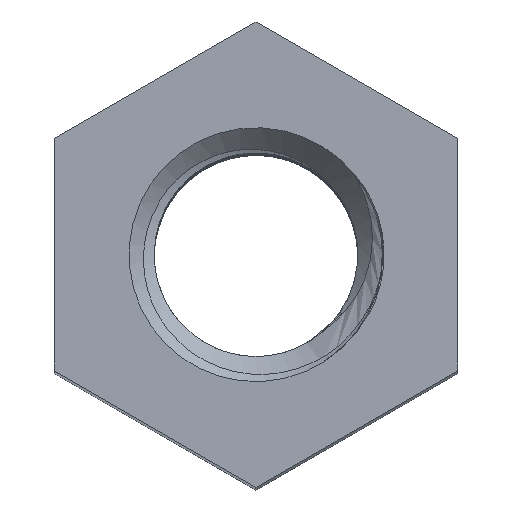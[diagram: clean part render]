
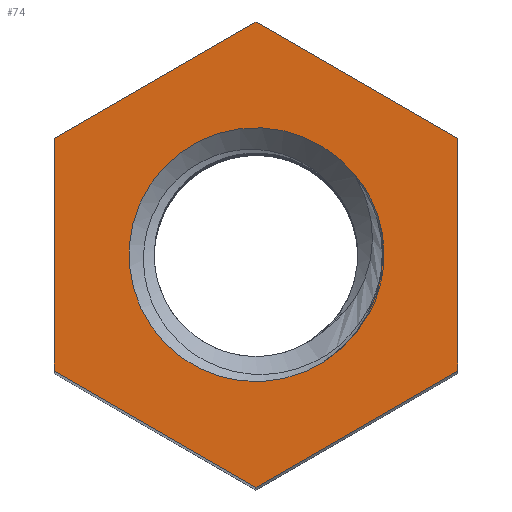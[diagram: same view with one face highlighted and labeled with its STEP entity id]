
A CAD part, top view. The second image highlights one B-rep face of the part: STEP entity #74.
In plain terms, the highlighted planar face has unit normal (0, 0, 1).
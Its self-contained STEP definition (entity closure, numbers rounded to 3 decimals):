
#74=ADVANCED_FACE('',(#482,#484),#486,.T.);
#482=FACE_BOUND('',#483,.T.);
#483=EDGE_LOOP('',(#19323,#19324,#19325,#19326,#19327,#19328));
#484=FACE_BOUND('',#485,.T.);
#485=EDGE_LOOP('',(#19329,#19330));
#486=PLANE('',#487);
#487=AXIS2_PLACEMENT_3D('',#488,#489,#490);
#488=CARTESIAN_POINT('',(0.,0.,15.));
#489=DIRECTION('',(0.,0.,1.));
#490=DIRECTION('',(-1.,0.,0.));
#19323=ORIENTED_EDGE('',*,*,#19581,.T.);
#19324=ORIENTED_EDGE('',*,*,#19582,.T.);
#19325=ORIENTED_EDGE('',*,*,#19583,.T.);
#19326=ORIENTED_EDGE('',*,*,#19584,.T.);
#19327=ORIENTED_EDGE('',*,*,#19585,.T.);
#19328=ORIENTED_EDGE('',*,*,#19586,.T.);
#19329=ORIENTED_EDGE('',*,*,#19587,.T.);
#19330=ORIENTED_EDGE('',*,*,#19571,.T.);
#19571=EDGE_CURVE('',#19703,#19701,#19704,.F.);
#19581=EDGE_CURVE('',#19722,#19723,#19724,.T.);
#19582=EDGE_CURVE('',#19723,#19725,#19726,.T.);
#19583=EDGE_CURVE('',#19725,#19727,#19728,.T.);
#19584=EDGE_CURVE('',#19727,#19729,#19730,.T.);
#19585=EDGE_CURVE('',#19729,#19731,#19732,.T.);
#19586=EDGE_CURVE('',#19731,#19722,#19733,.T.);
#19587=EDGE_CURVE('',#19701,#19703,#19734,.F.);
#19701=VERTEX_POINT('',#19931);
#19703=VERTEX_POINT('',#19947);
#19704=CIRCLE('',#19948,1.26);
#19722=VERTEX_POINT('',#20108);
#19723=VERTEX_POINT('',#20109);
#19724=LINE('',#20110,#20111);
#19725=VERTEX_POINT('',#20113);
#19726=LINE('',#20114,#20115);
#19727=VERTEX_POINT('',#20117);
#19728=LINE('',#20118,#20119);
#19729=VERTEX_POINT('',#20121);
#19730=LINE('',#20122,#20123);
#19731=VERTEX_POINT('',#20125);
#19732=LINE('',#20126,#20127);
#19733=LINE('',#20129,#20130);
#19734=B_SPLINE_CURVE_WITH_KNOTS('',3,
(#20132,#20133,#20134,#20135,#20136,#20137,#20138,#20139,#20140,#20141,#20142,#20143,
#20144,#20145,#20146,#20147,#20148,#20149,#20150,#20151,#20152),
.UNSPECIFIED.,.F.,.F.,
(4,1,1,1,1,1,1,1,1,1,1,1,1,1,1,1,1,1,4),
(0.,0.039,0.068,0.102,0.204,0.207,
0.317,0.352,0.433,0.514,0.553,
0.667,0.684,0.773,0.848,0.859,
0.935,0.963,1.),
.UNSPECIFIED.);
#19931=CARTESIAN_POINT('',(0.985,0.786,15.));
#19947=CARTESIAN_POINT('',(1.26,0.031,15.));
#19948=AXIS2_PLACEMENT_3D('',#19949,#19950,#19951);
#19949=CARTESIAN_POINT('',(0.,0.,15.));
#19950=DIRECTION('',(0.,0.,1.));
#19951=DIRECTION('',(0.781,0.624,0.));
#20108=CARTESIAN_POINT('',(0.,-2.309,15.));
#20109=CARTESIAN_POINT('',(2.,-1.155,15.));
#20110=CARTESIAN_POINT('',(0.,-2.309,15.));
#20111=VECTOR('',#20112,1.);
#20112=DIRECTION('',(0.866,0.5,0.));
#20113=CARTESIAN_POINT('',(2.,1.155,15.));
#20114=CARTESIAN_POINT('',(2.,-1.155,15.));
#20115=VECTOR('',#20116,1.);
#20116=DIRECTION('',(0.,1.,0.));
#20117=CARTESIAN_POINT('',(0.,2.309,15.));
#20118=CARTESIAN_POINT('',(2.,1.155,15.));
#20119=VECTOR('',#20120,1.);
#20120=DIRECTION('',(-0.866,0.5,0.));
#20121=CARTESIAN_POINT('',(-2.,1.155,15.));
#20122=CARTESIAN_POINT('',(0.,2.309,15.));
#20123=VECTOR('',#20124,1.);
#20124=DIRECTION('',(-0.866,-0.5,0.));
#20125=CARTESIAN_POINT('',(-2.,-1.155,15.));
#20126=CARTESIAN_POINT('',(-2.,1.155,15.));
#20127=VECTOR('',#20128,1.);
#20128=DIRECTION('',(0.,-1.,0.));
#20129=CARTESIAN_POINT('',(-2.,-1.155,15.));
#20130=VECTOR('',#20131,1.);
#20131=DIRECTION('',(0.866,-0.5,0.));
#20132=CARTESIAN_POINT('',(1.26,0.031,15.));
#20133=CARTESIAN_POINT('',(1.26,0.041,15.));
#20134=CARTESIAN_POINT('',(1.26,0.06,15.));
#20135=CARTESIAN_POINT('',(1.26,0.088,15.));
#20136=CARTESIAN_POINT('',(1.258,0.133,15.));
#20137=CARTESIAN_POINT('',(1.255,0.171,15.));
#20138=CARTESIAN_POINT('',(1.247,0.23,15.));
#20139=CARTESIAN_POINT('',(1.24,0.27,15.));
#20140=CARTESIAN_POINT('',(1.226,0.33,15.));
#20141=CARTESIAN_POINT('',(1.211,0.382,15.));
#20142=CARTESIAN_POINT('',(1.194,0.434,15.));
#20143=CARTESIAN_POINT('',(1.17,0.494,15.));
#20144=CARTESIAN_POINT('',(1.151,0.536,15.));
#20145=CARTESIAN_POINT('',(1.123,0.59,15.));
#20146=CARTESIAN_POINT('',(1.099,0.633,15.));
#20147=CARTESIAN_POINT('',(1.072,0.674,15.));
#20148=CARTESIAN_POINT('',(1.047,0.71,15.));
#20149=CARTESIAN_POINT('',(1.028,0.735,15.));
#20150=CARTESIAN_POINT('',(1.003,0.765,15.));
#20151=CARTESIAN_POINT('',(0.991,0.779,15.));
#20152=CARTESIAN_POINT('',(0.985,0.786,15.));
